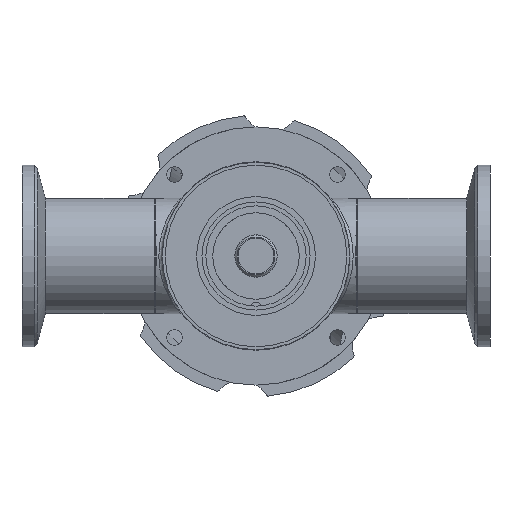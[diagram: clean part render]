
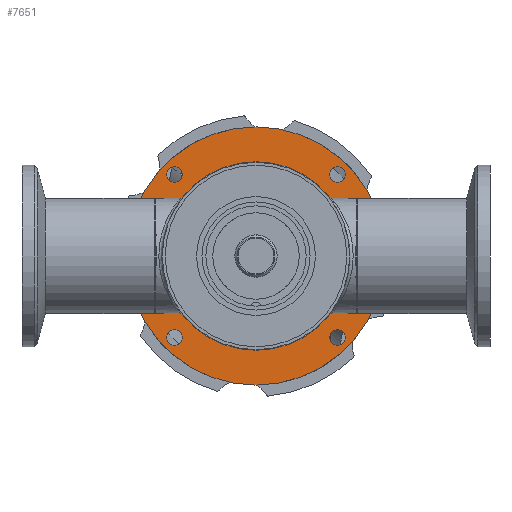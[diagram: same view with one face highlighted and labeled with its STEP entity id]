
A CAD part, front view. The second image highlights one B-rep face of the part: STEP entity #7651.
In plain terms, the highlighted planar face has unit normal (0, -1, 0).
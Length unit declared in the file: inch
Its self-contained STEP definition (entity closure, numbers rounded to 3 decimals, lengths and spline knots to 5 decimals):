
#19 = DIRECTION ( 'NONE',  ( -1., 0., 0. ) ) ;
#42 = CIRCLE ( 'NONE', #13073, 0.068 ) ;
#150 = ORIENTED_EDGE ( 'NONE', *, *, #10075, .T. ) ;
#153 = DIRECTION ( 'NONE',  ( -1., 0., 0. ) ) ;
#238 = ORIENTED_EDGE ( 'NONE', *, *, #7099, .T. ) ;
#289 = DIRECTION ( 'NONE',  ( 0., 1., 0. ) ) ;
#562 = ORIENTED_EDGE ( 'NONE', *, *, #2572, .T. ) ;
#688 = FACE_BOUND ( 'NONE', #5753, .T. ) ;
#693 = CARTESIAN_POINT ( 'NONE',  ( 0.8175, 1.5, 0. ) ) ;
#775 = CARTESIAN_POINT ( 'NONE',  ( -0.63911, 1.5, -0.70711 ) ) ;
#788 = CIRCLE ( 'NONE', #12736, 0.068 ) ;
#1080 = EDGE_LOOP ( 'NONE', ( #4622, #150 ) ) ;
#1097 = AXIS2_PLACEMENT_3D ( 'NONE', #13063, #6535, #19 ) ;
#1192 = EDGE_CURVE ( 'NONE', #13343, #11917, #7811, .T. ) ;
#1254 = DIRECTION ( 'NONE',  ( 0., -1., 0. ) ) ;
#1668 = VERTEX_POINT ( 'NONE', #8364 ) ;
#1762 = CIRCLE ( 'NONE', #9649, 0.8175 ) ;
#1835 = EDGE_CURVE ( 'NONE', #1668, #10994, #6322, .T. ) ;
#1866 = CARTESIAN_POINT ( 'NONE',  ( 0.63911, 1.5, 0.70711 ) ) ;
#2061 = EDGE_LOOP ( 'NONE', ( #8497, #7517 ) ) ;
#2145 = DIRECTION ( 'NONE',  ( 0., 1., 0. ) ) ;
#2572 = EDGE_CURVE ( 'NONE', #9393, #11979, #6515, .T. ) ;
#2871 = DIRECTION ( 'NONE',  ( 0., -1., 0. ) ) ;
#2907 = EDGE_LOOP ( 'NONE', ( #3043, #4988 ) ) ;
#3043 = ORIENTED_EDGE ( 'NONE', *, *, #10689, .T. ) ;
#3184 = EDGE_CURVE ( 'NONE', #11917, #13343, #4630, .T. ) ;
#3244 = PLANE ( 'NONE',  #11063 ) ;
#3573 = FACE_BOUND ( 'NONE', #2907, .T. ) ;
#3981 = CARTESIAN_POINT ( 'NONE',  ( 0.70711, 1.5, -0.70711 ) ) ;
#4076 = VERTEX_POINT ( 'NONE', #9703 ) ;
#4196 = EDGE_CURVE ( 'NONE', #4076, #4343, #4433, .T. ) ;
#4224 = CARTESIAN_POINT ( 'NONE',  ( -0.70711, 1.5, -0.70711 ) ) ;
#4343 = VERTEX_POINT ( 'NONE', #6977 ) ;
#4349 = DIRECTION ( 'NONE',  ( 0., -1., 0. ) ) ;
#4433 = CIRCLE ( 'NONE', #12954, 0.068 ) ;
#4557 = AXIS2_PLACEMENT_3D ( 'NONE', #8683, #2145, #9786 ) ;
#4622 = ORIENTED_EDGE ( 'NONE', *, *, #1835, .T. ) ;
#4630 = CIRCLE ( 'NONE', #1097, 0.068 ) ;
#4879 = CARTESIAN_POINT ( 'NONE',  ( -0.70711, 1.5, -0.70711 ) ) ;
#4988 = ORIENTED_EDGE ( 'NONE', *, *, #4196, .T. ) ;
#5089 = DIRECTION ( 'NONE',  ( -1., 0., 0. ) ) ;
#5158 = EDGE_LOOP ( 'NONE', ( #562, #7613 ) ) ;
#5219 = DIRECTION ( 'NONE',  ( 0., 1., 0. ) ) ;
#5356 = DIRECTION ( 'NONE',  ( -1., 0., 0. ) ) ;
#5726 = EDGE_CURVE ( 'NONE', #6177, #6711, #12343, .T. ) ;
#5753 = EDGE_LOOP ( 'NONE', ( #8323, #9605 ) ) ;
#5760 = CARTESIAN_POINT ( 'NONE',  ( 0.70711, 1.5, -0.70711 ) ) ;
#5975 = DIRECTION ( 'NONE',  ( -1., 0., 0. ) ) ;
#6177 = VERTEX_POINT ( 'NONE', #9311 ) ;
#6322 = CIRCLE ( 'NONE', #8270, 0.068 ) ;
#6484 = FACE_BOUND ( 'NONE', #1080, .T. ) ;
#6486 = CARTESIAN_POINT ( 'NONE',  ( -0.39598, 1.5, -0.39598 ) ) ;
#6515 = CIRCLE ( 'NONE', #4557, 0.8175 ) ;
#6535 = DIRECTION ( 'NONE',  ( 0., 1., 0. ) ) ;
#6659 = DIRECTION ( 'NONE',  ( 0., 1., 0. ) ) ;
#6711 = VERTEX_POINT ( 'NONE', #13258 ) ;
#6714 = VERTEX_POINT ( 'NONE', #9976 ) ;
#6785 = CARTESIAN_POINT ( 'NONE',  ( 0., 1.5, 0. ) ) ;
#6823 = FACE_OUTER_BOUND ( 'NONE', #2061, .T. ) ;
#6845 = DIRECTION ( 'NONE',  ( -1., 0., 0. ) ) ;
#6977 = CARTESIAN_POINT ( 'NONE',  ( -0.77511, 1.5, 0.70711 ) ) ;
#7099 = EDGE_CURVE ( 'NONE', #6711, #6177, #42, .T. ) ;
#7517 = ORIENTED_EDGE ( 'NONE', *, *, #8817, .T. ) ;
#7613 = ORIENTED_EDGE ( 'NONE', *, *, #12254, .T. ) ;
#7648 = CIRCLE ( 'NONE', #10710, 1.12 ) ;
#7651 = ADVANCED_FACE ( 'NONE', ( #9369, #6823, #12276, #6484, #3573, #688 ), #3244, .T. ) ;
#7653 = CARTESIAN_POINT ( 'NONE',  ( 1.12, 1.5, 0. ) ) ;
#7776 = CARTESIAN_POINT ( 'NONE',  ( 0., 1.5, 0. ) ) ;
#7811 = CIRCLE ( 'NONE', #12912, 0.068 ) ;
#7895 = DIRECTION ( 'NONE',  ( 1., 0., 0. ) ) ;
#8154 = DIRECTION ( 'NONE',  ( -1., 0., 0. ) ) ;
#8202 = EDGE_LOOP ( 'NONE', ( #11610, #238 ) ) ;
#8270 = AXIS2_PLACEMENT_3D ( 'NONE', #4224, #11860, #5356 ) ;
#8323 = ORIENTED_EDGE ( 'NONE', *, *, #3184, .T. ) ;
#8337 = DIRECTION ( 'NONE',  ( 0., 1., 0. ) ) ;
#8364 = CARTESIAN_POINT ( 'NONE',  ( -0.77511, 1.5, -0.70711 ) ) ;
#8497 = ORIENTED_EDGE ( 'NONE', *, *, #13917, .T. ) ;
#8683 = CARTESIAN_POINT ( 'NONE',  ( 0., 1.5, 0. ) ) ;
#8817 = EDGE_CURVE ( 'NONE', #6714, #12107, #7648, .T. ) ;
#8862 = DIRECTION ( 'NONE',  ( 1., 0., 0. ) ) ;
#9097 = CIRCLE ( 'NONE', #12196, 1.12 ) ;
#9302 = CARTESIAN_POINT ( 'NONE',  ( 0.70711, 1.5, 0.70711 ) ) ;
#9311 = CARTESIAN_POINT ( 'NONE',  ( 0.63911, 1.5, -0.70711 ) ) ;
#9369 = FACE_BOUND ( 'NONE', #5158, .T. ) ;
#9393 = VERTEX_POINT ( 'NONE', #693 ) ;
#9417 = CARTESIAN_POINT ( 'NONE',  ( 0., 1.5, 0. ) ) ;
#9605 = ORIENTED_EDGE ( 'NONE', *, *, #1192, .T. ) ;
#9649 = AXIS2_PLACEMENT_3D ( 'NONE', #6785, #289, #7895 ) ;
#9703 = CARTESIAN_POINT ( 'NONE',  ( -0.63911, 1.5, 0.70711 ) ) ;
#9777 = AXIS2_PLACEMENT_3D ( 'NONE', #3981, #11618, #5089 ) ;
#9786 = DIRECTION ( 'NONE',  ( 1., 0., 0. ) ) ;
#9976 = CARTESIAN_POINT ( 'NONE',  ( -1.12, 1.5, 0. ) ) ;
#10075 = EDGE_CURVE ( 'NONE', #10994, #1668, #12056, .T. ) ;
#10521 = DIRECTION ( 'NONE',  ( 1., 0., 0. ) ) ;
#10689 = EDGE_CURVE ( 'NONE', #4343, #4076, #788, .T. ) ;
#10710 = AXIS2_PLACEMENT_3D ( 'NONE', #9417, #2871, #10521 ) ;
#10994 = VERTEX_POINT ( 'NONE', #775 ) ;
#11063 = AXIS2_PLACEMENT_3D ( 'NONE', #6486, #4349, #11978 ) ;
#11610 = ORIENTED_EDGE ( 'NONE', *, *, #5726, .T. ) ;
#11618 = DIRECTION ( 'NONE',  ( 0., 1., 0. ) ) ;
#11731 = CARTESIAN_POINT ( 'NONE',  ( -0.70711, 1.5, 0.70711 ) ) ;
#11837 = AXIS2_PLACEMENT_3D ( 'NONE', #4879, #12495, #5975 ) ;
#11860 = DIRECTION ( 'NONE',  ( 0., 1., 0. ) ) ;
#11917 = VERTEX_POINT ( 'NONE', #1866 ) ;
#11978 = DIRECTION ( 'NONE',  ( 1., 0., 0. ) ) ;
#11979 = VERTEX_POINT ( 'NONE', #12844 ) ;
#12056 = CIRCLE ( 'NONE', #11837, 0.068 ) ;
#12107 = VERTEX_POINT ( 'NONE', #7653 ) ;
#12196 = AXIS2_PLACEMENT_3D ( 'NONE', #7776, #1254, #8862 ) ;
#12254 = EDGE_CURVE ( 'NONE', #11979, #9393, #1762, .T. ) ;
#12276 = FACE_BOUND ( 'NONE', #8202, .T. ) ;
#12343 = CIRCLE ( 'NONE', #9777, 0.068 ) ;
#12495 = DIRECTION ( 'NONE',  ( 0., 1., 0. ) ) ;
#12592 = CARTESIAN_POINT ( 'NONE',  ( 0.77511, 1.5, 0.70711 ) ) ;
#12736 = AXIS2_PLACEMENT_3D ( 'NONE', #11731, #5219, #12833 ) ;
#12833 = DIRECTION ( 'NONE',  ( -1., 0., 0. ) ) ;
#12844 = CARTESIAN_POINT ( 'NONE',  ( -0.8175, 1.5, 0. ) ) ;
#12912 = AXIS2_PLACEMENT_3D ( 'NONE', #9302, #8337, #8154 ) ;
#12954 = AXIS2_PLACEMENT_3D ( 'NONE', #13201, #6659, #153 ) ;
#13063 = CARTESIAN_POINT ( 'NONE',  ( 0.70711, 1.5, 0.70711 ) ) ;
#13073 = AXIS2_PLACEMENT_3D ( 'NONE', #5760, #13391, #6845 ) ;
#13201 = CARTESIAN_POINT ( 'NONE',  ( -0.70711, 1.5, 0.70711 ) ) ;
#13258 = CARTESIAN_POINT ( 'NONE',  ( 0.77511, 1.5, -0.70711 ) ) ;
#13343 = VERTEX_POINT ( 'NONE', #12592 ) ;
#13391 = DIRECTION ( 'NONE',  ( 0., 1., 0. ) ) ;
#13917 = EDGE_CURVE ( 'NONE', #12107, #6714, #9097, .T. ) ;
